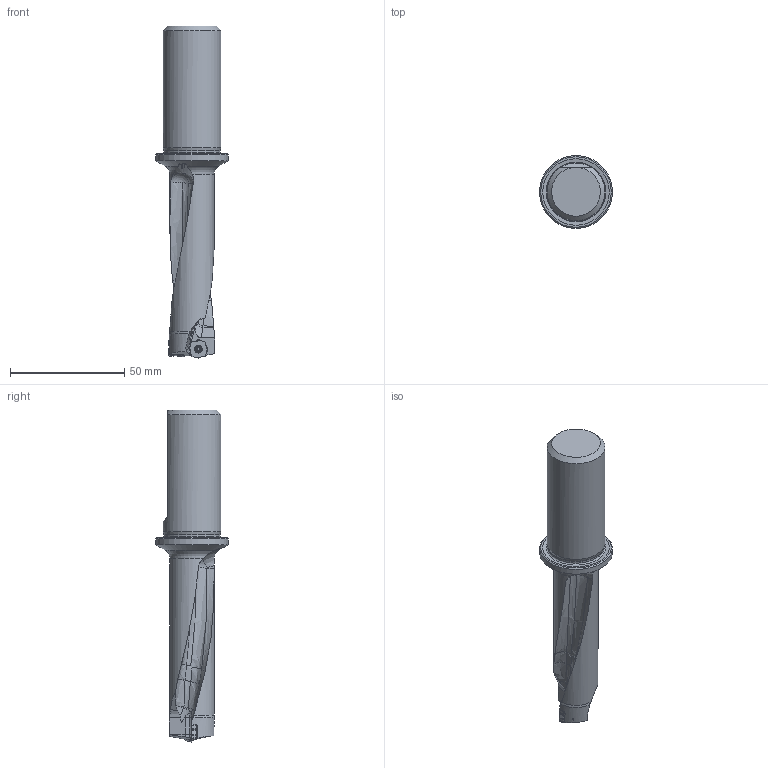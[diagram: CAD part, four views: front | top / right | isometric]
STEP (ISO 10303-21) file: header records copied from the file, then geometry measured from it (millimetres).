
FILE_DESCRIPTION(/* description */ (''),/* implementation_level */ '2;1');
FILE_NAME(/* name */ '7256723.stp',/* time_stamp */ '2024-08-08T18:21:26+06:00',/* author */ (''),/* organization */ (''),/* preprocessor_version */ 'ST-DEVELOPER v16.7',/* originating_system */ 'SIEMENS PLM Software NX 12.0',/* authorisation */ '');
FILE_SCHEMA (('AUTOMOTIVE_DESIGN { 1 0 10303 214 3 1 1 1 }'));
Length unit declared in the file: millimetre
Products named in the file (1): 7256723
Bounding box: 31.9 x 31.9 x 145.52 mm (x, y, z)
Volume: 45767.5 mm3; surface area: 12396.9 mm2
Topology: 5 solids, 5 shells, 315 faces, 934 edges, 701 vertices
Faces by surface type: cylinder 122, plane 103, bspline 41, cone 22, sphere 15, torus 12
Full cylindrical faces by diameter (mm): 1.9 x2, 2.2 x2, 2.6 x2, 3.05 x2, 3.4 x2, 24.694 x1, 25.4 x1, 31.9 x1
Entity records: 13149 total; most frequent: CARTESIAN_POINT 4754, DIRECTION 1687, ORIENTED_EDGE 1658, EDGE_CURVE 829, AXIS2_PLACEMENT_3D 675, VERTEX_POINT 558, EDGE_LOOP 353, LINE 337
